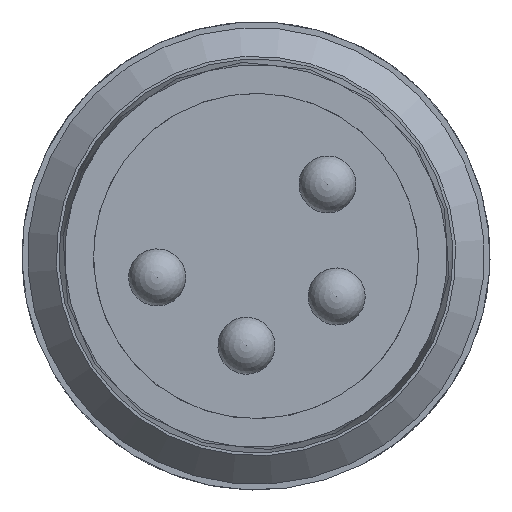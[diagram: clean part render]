
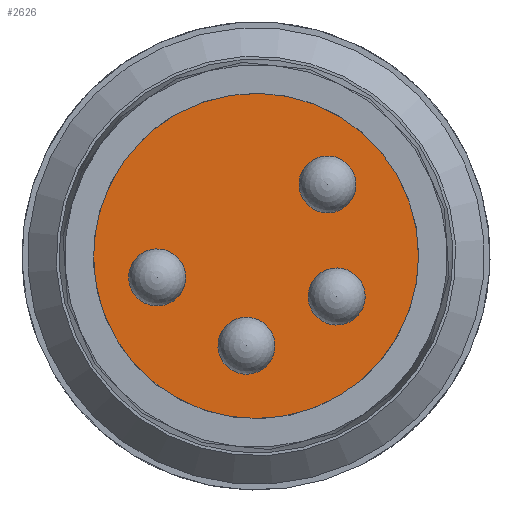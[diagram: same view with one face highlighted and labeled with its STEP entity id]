
A CAD part, front view. The second image highlights one B-rep face of the part: STEP entity #2626.
In plain terms, the highlighted face is planar.
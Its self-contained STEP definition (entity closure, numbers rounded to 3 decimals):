
#585=PLANE($,#2912);
#623=FACE_BOUND($,#1091,.T.);
#624=FACE_BOUND($,#1092,.T.);
#625=FACE_BOUND($,#1093,.T.);
#626=FACE_BOUND($,#1094,.T.);
#685=CIRCLE($,#2737,0.5);
#687=CIRCLE($,#2741,0.5);
#689=CIRCLE($,#2745,0.5);
#691=CIRCLE($,#2749,0.5);
#744=CIRCLE($,#2893,2.85);
#904=FACE_OUTER_BOUND($,#1090,.T.);
#1090=EDGE_LOOP($,(#2438));
#1091=EDGE_LOOP($,(#2439));
#1092=EDGE_LOOP($,(#2440));
#1093=EDGE_LOOP($,(#2441));
#1094=EDGE_LOOP($,(#2442));
#1210=VERTEX_POINT($,#4181);
#1212=VERTEX_POINT($,#4187);
#1214=VERTEX_POINT($,#4193);
#1216=VERTEX_POINT($,#4199);
#1344=VERTEX_POINT($,#4671);
#1476=EDGE_CURVE($,#1210,#1210,#685,.T.);
#1478=EDGE_CURVE($,#1212,#1212,#687,.T.);
#1480=EDGE_CURVE($,#1214,#1214,#689,.T.);
#1482=EDGE_CURVE($,#1216,#1216,#691,.T.);
#1707=EDGE_CURVE($,#1344,#1344,#744,.T.);
#2438=ORIENTED_EDGE($,*,*,#1707,.F.);
#2439=ORIENTED_EDGE($,*,*,#1476,.T.);
#2440=ORIENTED_EDGE($,*,*,#1478,.T.);
#2441=ORIENTED_EDGE($,*,*,#1480,.T.);
#2442=ORIENTED_EDGE($,*,*,#1482,.T.);
#2626=ADVANCED_FACE($,(#904,#623,#624,#625,#626),#585,.T.);
#2737=AXIS2_PLACEMENT_3D($,#4182,#3188,#3189);
#2741=AXIS2_PLACEMENT_3D($,#4188,#3196,#3197);
#2745=AXIS2_PLACEMENT_3D($,#4194,#3204,#3205);
#2749=AXIS2_PLACEMENT_3D($,#4200,#3212,#3213);
#2893=AXIS2_PLACEMENT_3D($,#4672,#3652,#3653);
#2912=AXIS2_PLACEMENT_3D($,#4700,#3690,#3691);
#3188=DIRECTION('center_axis',(0.,0.,1.));
#3189=DIRECTION('ref_axis',(-0.997,0.077,0.));
#3196=DIRECTION('center_axis',(0.,0.,1.));
#3197=DIRECTION('ref_axis',(-1.,0.,0.));
#3204=DIRECTION('center_axis',(0.,0.,1.));
#3205=DIRECTION('ref_axis',(-1.,0.008,0.));
#3212=DIRECTION('center_axis',(0.,0.,1.));
#3213=DIRECTION('ref_axis',(-1.,0.012,0.));
#3652=DIRECTION('center_axis',(0.,0.,1.));
#3653=DIRECTION('ref_axis',(-1.,0.,0.));
#3690=DIRECTION('center_axis',(0.,0.,-1.));
#3691=DIRECTION('ref_axis',(-0.964,-0.266,0.));
#4181=CARTESIAN_POINT('',(-0.994,0.484,-2.));
#4182=CARTESIAN_POINT('Origin',(-1.493,0.522,-2.));
#4187=CARTESIAN_POINT('',(1.434,-1.506,-2.));
#4188=CARTESIAN_POINT('Origin',(0.934,-1.506,-2.));
#4193=CARTESIAN_POINT('',(-0.514,-1.217,-2.));
#4194=CARTESIAN_POINT('Origin',(-1.014,-1.213,-2.));
#4199=CARTESIAN_POINT('',(0.53,1.766,-2.));
#4200=CARTESIAN_POINT('Origin',(0.03,1.772,-2.));
#4671=CARTESIAN_POINT('',(2.747,0.758,-2.));
#4672=CARTESIAN_POINT('Origin',(0.,0.,-2.));
#4700=CARTESIAN_POINT('Origin',(0.,0.,-2.));
